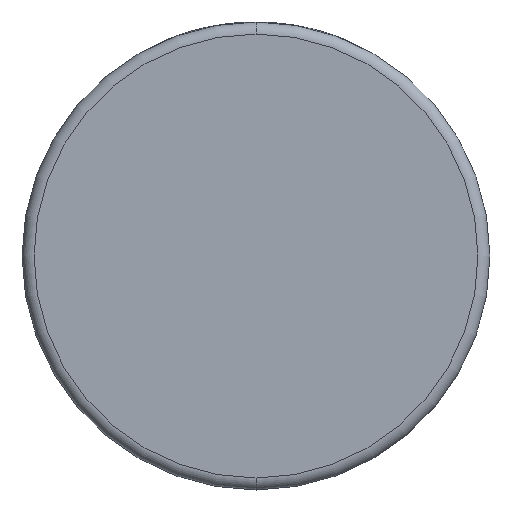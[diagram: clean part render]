
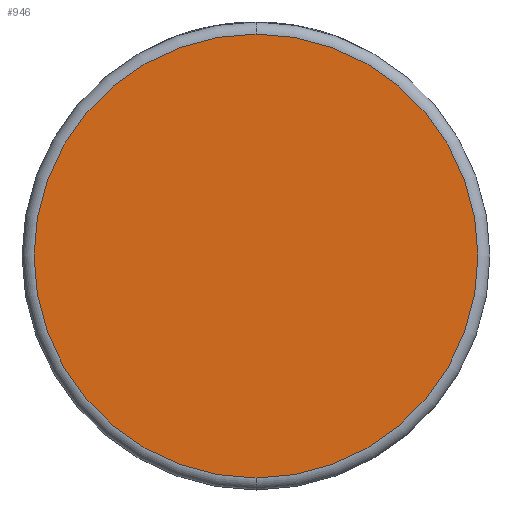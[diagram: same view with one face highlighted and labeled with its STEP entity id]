
A CAD part, front view. The second image highlights one B-rep face of the part: STEP entity #946.
In plain terms, the highlighted planar face has unit normal (0, -1, 0).
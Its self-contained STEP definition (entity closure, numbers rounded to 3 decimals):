
#161 = CARTESIAN_POINT ( 'NONE',  ( 0., 0., 0. ) ) ;
#253 = ORIENTED_EDGE ( 'NONE', *, *, #2732, .T. ) ;
#290 = DIRECTION ( 'NONE',  ( 0., -1., 0. ) ) ;
#359 = EDGE_LOOP ( 'NONE', ( #1671, #253 ) ) ;
#654 = DIRECTION ( 'NONE',  ( 0., 0., 1. ) ) ;
#731 = CIRCLE ( 'NONE', #2609, 37. ) ;
#946 = ADVANCED_FACE ( 'NONE', ( #1481 ), #1420, .F. ) ;
#1111 = DIRECTION ( 'NONE',  ( 0., -1., 0. ) ) ;
#1420 = PLANE ( 'NONE',  #3755 ) ;
#1481 = FACE_OUTER_BOUND ( 'NONE', #359, .T. ) ;
#1487 = VERTEX_POINT ( 'NONE', #2503 ) ;
#1554 = VERTEX_POINT ( 'NONE', #2504 ) ;
#1671 = ORIENTED_EDGE ( 'NONE', *, *, #1855, .T. ) ;
#1855 = EDGE_CURVE ( 'NONE', #1487, #1554, #731, .T. ) ;
#1943 = CARTESIAN_POINT ( 'NONE',  ( 0., 0., 0. ) ) ;
#2061 = AXIS2_PLACEMENT_3D ( 'NONE', #1943, #290, #654 ) ;
#2084 = DIRECTION ( 'NONE',  ( 0., 0., 1. ) ) ;
#2355 = CARTESIAN_POINT ( 'NONE',  ( 0., 0., 0. ) ) ;
#2503 = CARTESIAN_POINT ( 'NONE',  ( 0., 0., 37. ) ) ;
#2504 = CARTESIAN_POINT ( 'NONE',  ( 0., 0., -37. ) ) ;
#2609 = AXIS2_PLACEMENT_3D ( 'NONE', #161, #1111, #4055 ) ;
#2638 = CIRCLE ( 'NONE', #2061, 37. ) ;
#2732 = EDGE_CURVE ( 'NONE', #1554, #1487, #2638, .T. ) ;
#3011 = DIRECTION ( 'NONE',  ( 0., 1., 0. ) ) ;
#3755 = AXIS2_PLACEMENT_3D ( 'NONE', #2355, #3011, #2084 ) ;
#4055 = DIRECTION ( 'NONE',  ( 0., 0., 1. ) ) ;
